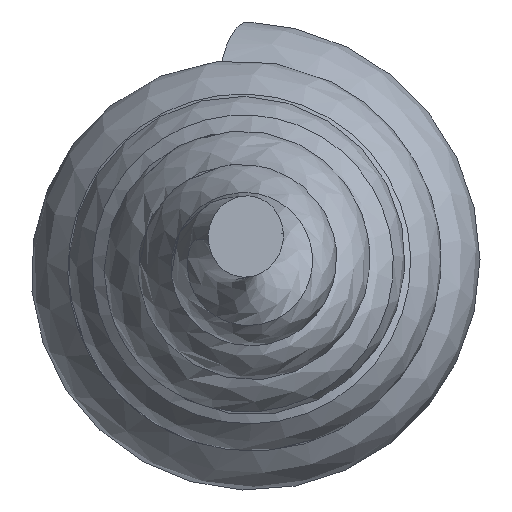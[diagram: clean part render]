
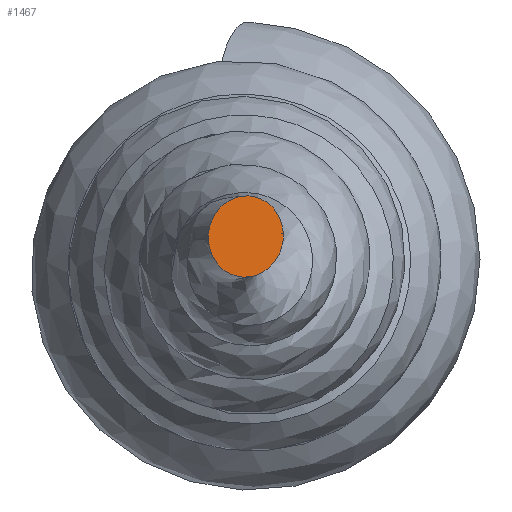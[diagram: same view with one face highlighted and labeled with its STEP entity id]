
A CAD part, top view. The second image highlights one B-rep face of the part: STEP entity #1467.
In plain terms, the highlighted free-form (B-spline) face has degree [1, 1] with [2, 2] control points.
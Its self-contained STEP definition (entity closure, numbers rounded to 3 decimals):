
#34 = VERTEX_POINT('',#35);
#35 = CARTESIAN_POINT('',(-12.989,7.752,683.142
    ));
#156 = EDGE_CURVE('',#157,#34,#159,.T.);
#157 = VERTEX_POINT('',#158);
#158 = CARTESIAN_POINT('',(12.989,10.421,
    672.387));
#159 = ( BOUNDED_CURVE() B_SPLINE_CURVE(2,(#160,#161,#162,#163,#164),
.UNSPECIFIED.,.F.,.F.) B_SPLINE_CURVE_WITH_KNOTS((3,2,3),(
    0.095,1.666,3.236),
.PIECEWISE_BEZIER_KNOTS.) CURVE() GEOMETRIC_REPRESENTATION_ITEM() 
RATIONAL_B_SPLINE_CURVE((1.,0.707,1.,0.707,1.)) 
REPRESENTATION_ITEM('') );
#160 = CARTESIAN_POINT('',(12.988,10.421,
    672.388));
#161 = CARTESIAN_POINT('',(12.106,24.449,
    673.74));
#162 = CARTESIAN_POINT('',(-0.882,23.114,
    679.117));
#163 = CARTESIAN_POINT('',(-13.87,21.779,
    684.494));
#164 = CARTESIAN_POINT('',(-12.988,7.752,683.141
    ));
#1467 = ADVANCED_FACE('',(#1468),#1479,.T.);
#1468 = FACE_BOUND('',#1469,.T.);
#1469 = EDGE_LOOP('',(#1470,#1471));
#1470 = ORIENTED_EDGE('',*,*,#156,.T.);
#1471 = ORIENTED_EDGE('',*,*,#1472,.T.);
#1472 = EDGE_CURVE('',#34,#157,#1473,.T.);
#1473 = ( BOUNDED_CURVE() B_SPLINE_CURVE(2,(#1474,#1475,#1476,#1477,
#1478),.UNSPECIFIED.,.F.,.F.) B_SPLINE_CURVE_WITH_KNOTS((3,2,3),(
    3.236,4.807,6.378),
.PIECEWISE_BEZIER_KNOTS.) CURVE() GEOMETRIC_REPRESENTATION_ITEM() 
RATIONAL_B_SPLINE_CURVE((1.,0.707,1.,0.707,1.)) 
REPRESENTATION_ITEM('') );
#1474 = CARTESIAN_POINT('',(-12.988,7.752,
    683.141));
#1475 = CARTESIAN_POINT('',(-12.106,-6.276,
    681.789));
#1476 = CARTESIAN_POINT('',(0.882,-4.941,
    676.412));
#1477 = CARTESIAN_POINT('',(13.87,-3.606,
    671.035));
#1478 = CARTESIAN_POINT('',(12.988,10.421,
    672.388));
#1479 = B_SPLINE_SURFACE_WITH_KNOTS('',1,1,(
    (#1480,#1481)
    ,(#1482,#1483
    )),.UNSPECIFIED.,.F.,.F.,.F.,(2,2),(2,2),(-12.5,12.5),(-12.5,12.5),
  .PIECEWISE_BEZIER_KNOTS.);
#1480 = CARTESIAN_POINT('',(-13.365,-5.004,
    682.408));
#1481 = CARTESIAN_POINT('',(-12.661,23.177,
    684.082));
#1482 = CARTESIAN_POINT('',(12.661,-5.004,
    671.447));
#1483 = CARTESIAN_POINT('',(13.365,23.177,
    673.121));
